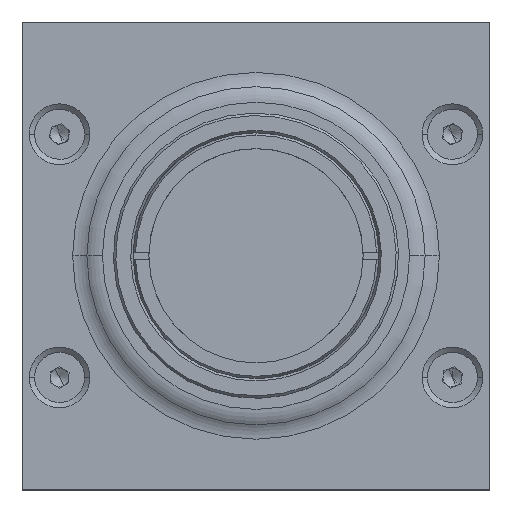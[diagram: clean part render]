
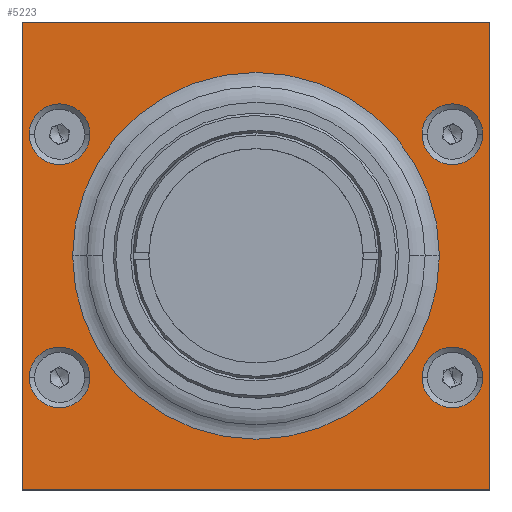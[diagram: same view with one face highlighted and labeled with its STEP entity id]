
A CAD part, top view. The second image highlights one B-rep face of the part: STEP entity #5223.
In plain terms, the highlighted planar face has unit normal (0, 0, 1).
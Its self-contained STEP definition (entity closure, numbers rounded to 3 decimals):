
#16 = DIRECTION ( 'NONE',  ( 0., 0., 1. ) ) ;
#30 = CARTESIAN_POINT ( 'NONE',  ( -14.807, 13.218, 3. ) ) ;
#43 = ORIENTED_EDGE ( 'NONE', *, *, #5987, .F. ) ;
#178 = DIRECTION ( 'NONE',  ( 0., -1., 0. ) ) ;
#212 = EDGE_CURVE ( 'NONE', #3884, #6526, #5522, .T. ) ;
#272 = DIRECTION ( 'NONE',  ( 0., 0., 1. ) ) ;
#330 = ORIENTED_EDGE ( 'NONE', *, *, #212, .F. ) ;
#462 = CARTESIAN_POINT ( 'NONE',  ( 30.443, -12.782, 3. ) ) ;
#464 = EDGE_CURVE ( 'NONE', #6373, #6690, #2936, .T. ) ;
#502 = EDGE_CURVE ( 'NONE', #3997, #3654, #4333, .T. ) ;
#523 = DIRECTION ( 'NONE',  ( 0., 0., 1. ) ) ;
#545 = DIRECTION ( 'NONE',  ( -1., 0., 0. ) ) ;
#703 = VERTEX_POINT ( 'NONE', #7148 ) ;
#809 = DIRECTION ( 'NONE',  ( 1., 0., 0. ) ) ;
#913 = LINE ( 'NONE', #1592, #1812 ) ;
#1110 = AXIS2_PLACEMENT_3D ( 'NONE', #2555, #5882, #4705 ) ;
#1256 = ORIENTED_EDGE ( 'NONE', *, *, #4877, .F. ) ;
#1292 = CARTESIAN_POINT ( 'NONE',  ( 29.051, 0.218, 3. ) ) ;
#1334 = AXIS2_PLACEMENT_3D ( 'NONE', #2388, #5792, #6908 ) ;
#1338 = CARTESIAN_POINT ( 'NONE',  ( -8.307, -12.782, 3. ) ) ;
#1385 = DIRECTION ( 'NONE',  ( 0., 1., 0. ) ) ;
#1398 = DIRECTION ( 'NONE',  ( 1., 0., 0. ) ) ;
#1432 = LINE ( 'NONE', #4773, #1790 ) ;
#1458 = EDGE_CURVE ( 'NONE', #1865, #6792, #6621, .T. ) ;
#1524 = ORIENTED_EDGE ( 'NONE', *, *, #6662, .F. ) ;
#1592 = CARTESIAN_POINT ( 'NONE',  ( -15.557, -24.782, 3. ) ) ;
#1599 = DIRECTION ( 'NONE',  ( -1., 0., 0. ) ) ;
#1621 = CARTESIAN_POINT ( 'NONE',  ( 33.693, 13.218, 3. ) ) ;
#1626 = CARTESIAN_POINT ( 'NONE',  ( 9.443, 0.218, 3. ) ) ;
#1654 = EDGE_CURVE ( 'NONE', #6526, #3884, #5616, .T. ) ;
#1735 = CIRCLE ( 'NONE', #1334, 3.25 ) ;
#1774 = ORIENTED_EDGE ( 'NONE', *, *, #1458, .F. ) ;
#1790 = VECTOR ( 'NONE', #178, 1000. ) ;
#1812 = VECTOR ( 'NONE', #545, 1000. ) ;
#1857 = CARTESIAN_POINT ( 'NONE',  ( 9.443, 0.218, 3. ) ) ;
#1865 = VERTEX_POINT ( 'NONE', #1292 ) ;
#1893 = CARTESIAN_POINT ( 'NONE',  ( -14.807, -12.782, 3. ) ) ;
#1915 = AXIS2_PLACEMENT_3D ( 'NONE', #462, #2721, #3335 ) ;
#2058 = FACE_BOUND ( 'NONE', #5829, .T. ) ;
#2142 = ORIENTED_EDGE ( 'NONE', *, *, #464, .F. ) ;
#2253 = VERTEX_POINT ( 'NONE', #2476 ) ;
#2296 = CARTESIAN_POINT ( 'NONE',  ( -15.557, 25.218, 3. ) ) ;
#2300 = CARTESIAN_POINT ( 'NONE',  ( 34.443, 25.218, 3. ) ) ;
#2374 = AXIS2_PLACEMENT_3D ( 'NONE', #5482, #5560, #6678 ) ;
#2388 = CARTESIAN_POINT ( 'NONE',  ( 30.443, 13.218, 3. ) ) ;
#2451 = VECTOR ( 'NONE', #1385, 1000. ) ;
#2476 = CARTESIAN_POINT ( 'NONE',  ( -8.307, 13.218, 3. ) ) ;
#2501 = DIRECTION ( 'NONE',  ( 0., 0., 1. ) ) ;
#2538 = DIRECTION ( 'NONE',  ( 1., 0., 0. ) ) ;
#2550 = AXIS2_PLACEMENT_3D ( 'NONE', #6543, #6517, #809 ) ;
#2555 = CARTESIAN_POINT ( 'NONE',  ( -11.557, 13.218, 3. ) ) ;
#2636 = AXIS2_PLACEMENT_3D ( 'NONE', #5936, #5912, #5982 ) ;
#2681 = EDGE_LOOP ( 'NONE', ( #3004, #1774 ) ) ;
#2688 = ORIENTED_EDGE ( 'NONE', *, *, #6362, .F. ) ;
#2702 = ORIENTED_EDGE ( 'NONE', *, *, #4229, .F. ) ;
#2721 = DIRECTION ( 'NONE',  ( 0., 0., 1. ) ) ;
#2936 = CIRCLE ( 'NONE', #1915, 3.25 ) ;
#2991 = EDGE_CURVE ( 'NONE', #3850, #3997, #4753, .T. ) ;
#3004 = ORIENTED_EDGE ( 'NONE', *, *, #4294, .F. ) ;
#3335 = DIRECTION ( 'NONE',  ( 1., 0., 0. ) ) ;
#3390 = VERTEX_POINT ( 'NONE', #3655 ) ;
#3654 = VERTEX_POINT ( 'NONE', #2300 ) ;
#3655 = CARTESIAN_POINT ( 'NONE',  ( 27.193, 13.218, 3. ) ) ;
#3656 = ORIENTED_EDGE ( 'NONE', *, *, #502, .F. ) ;
#3661 = ORIENTED_EDGE ( 'NONE', *, *, #5398, .F. ) ;
#3707 = ORIENTED_EDGE ( 'NONE', *, *, #1654, .F. ) ;
#3714 = EDGE_LOOP ( 'NONE', ( #3707, #330 ) ) ;
#3850 = VERTEX_POINT ( 'NONE', #4253 ) ;
#3865 = CARTESIAN_POINT ( 'NONE',  ( -10.164, 0.218, 3. ) ) ;
#3884 = VERTEX_POINT ( 'NONE', #1893 ) ;
#3913 = FACE_BOUND ( 'NONE', #2681, .T. ) ;
#3958 = DIRECTION ( 'NONE',  ( 1., 0., 0. ) ) ;
#3997 = VERTEX_POINT ( 'NONE', #5428 ) ;
#4046 = DIRECTION ( 'NONE',  ( 1., 0., 0. ) ) ;
#4139 = DIRECTION ( 'NONE',  ( 1., 0., 0. ) ) ;
#4229 = EDGE_CURVE ( 'NONE', #2253, #7453, #4738, .T. ) ;
#4253 = CARTESIAN_POINT ( 'NONE',  ( -15.557, -24.782, 3. ) ) ;
#4294 = EDGE_CURVE ( 'NONE', #6792, #1865, #7019, .T. ) ;
#4333 = LINE ( 'NONE', #2296, #5680 ) ;
#4545 = FACE_BOUND ( 'NONE', #5461, .T. ) ;
#4626 = CIRCLE ( 'NONE', #2550, 3.25 ) ;
#4628 = CARTESIAN_POINT ( 'NONE',  ( 30.443, -12.782, 3. ) ) ;
#4705 = DIRECTION ( 'NONE',  ( 1., 0., 0. ) ) ;
#4716 = FACE_BOUND ( 'NONE', #5891, .T. ) ;
#4738 = CIRCLE ( 'NONE', #1110, 3.25 ) ;
#4753 = LINE ( 'NONE', #6023, #2451 ) ;
#4773 = CARTESIAN_POINT ( 'NONE',  ( 34.443, 25.218, 3. ) ) ;
#4877 = EDGE_CURVE ( 'NONE', #3654, #703, #1432, .T. ) ;
#4980 = ORIENTED_EDGE ( 'NONE', *, *, #2991, .F. ) ;
#5141 = AXIS2_PLACEMENT_3D ( 'NONE', #6533, #2501, #1398 ) ;
#5223 = ADVANCED_FACE ( 'NONE', ( #3913, #4716, #4545, #2058, #6799, #5252 ), #6475, .T. ) ;
#5252 = FACE_OUTER_BOUND ( 'NONE', #7409, .T. ) ;
#5398 = EDGE_CURVE ( 'NONE', #7453, #2253, #4626, .T. ) ;
#5428 = CARTESIAN_POINT ( 'NONE',  ( -15.557, 25.218, 3. ) ) ;
#5461 = EDGE_LOOP ( 'NONE', ( #1524, #2688 ) ) ;
#5482 = CARTESIAN_POINT ( 'NONE',  ( -11.557, -12.782, 3. ) ) ;
#5500 = CIRCLE ( 'NONE', #6820, 3.25 ) ;
#5522 = CIRCLE ( 'NONE', #5141, 3.25 ) ;
#5560 = DIRECTION ( 'NONE',  ( 0., 0., 1. ) ) ;
#5616 = CIRCLE ( 'NONE', #2374, 3.25 ) ;
#5635 = VERTEX_POINT ( 'NONE', #1621 ) ;
#5680 = VECTOR ( 'NONE', #3958, 1000. ) ;
#5792 = DIRECTION ( 'NONE',  ( 0., 0., 1. ) ) ;
#5829 = EDGE_LOOP ( 'NONE', ( #43, #2142 ) ) ;
#5882 = DIRECTION ( 'NONE',  ( 0., 0., 1. ) ) ;
#5891 = EDGE_LOOP ( 'NONE', ( #2702, #3661 ) ) ;
#5903 = AXIS2_PLACEMENT_3D ( 'NONE', #1857, #6448, #4139 ) ;
#5912 = DIRECTION ( 'NONE',  ( 0., 0., 1. ) ) ;
#5936 = CARTESIAN_POINT ( 'NONE',  ( 9.443, 0.218, 3. ) ) ;
#5982 = DIRECTION ( 'NONE',  ( -1., 0., 0. ) ) ;
#5987 = EDGE_CURVE ( 'NONE', #6690, #6373, #5500, .T. ) ;
#6023 = CARTESIAN_POINT ( 'NONE',  ( -15.557, 25.218, 3. ) ) ;
#6128 = CIRCLE ( 'NONE', #6608, 3.25 ) ;
#6362 = EDGE_CURVE ( 'NONE', #3390, #5635, #1735, .T. ) ;
#6373 = VERTEX_POINT ( 'NONE', #6768 ) ;
#6448 = DIRECTION ( 'NONE',  ( 0., 0., 1. ) ) ;
#6475 = PLANE ( 'NONE',  #5903 ) ;
#6517 = DIRECTION ( 'NONE',  ( 0., 0., 1. ) ) ;
#6526 = VERTEX_POINT ( 'NONE', #1338 ) ;
#6533 = CARTESIAN_POINT ( 'NONE',  ( -11.557, -12.782, 3. ) ) ;
#6543 = CARTESIAN_POINT ( 'NONE',  ( -11.557, 13.218, 3. ) ) ;
#6608 = AXIS2_PLACEMENT_3D ( 'NONE', #6646, #272, #2538 ) ;
#6621 = CIRCLE ( 'NONE', #6677, 19.607 ) ;
#6646 = CARTESIAN_POINT ( 'NONE',  ( 30.443, 13.218, 3. ) ) ;
#6662 = EDGE_CURVE ( 'NONE', #5635, #3390, #6128, .T. ) ;
#6677 = AXIS2_PLACEMENT_3D ( 'NONE', #1626, #523, #1599 ) ;
#6678 = DIRECTION ( 'NONE',  ( 1., 0., 0. ) ) ;
#6690 = VERTEX_POINT ( 'NONE', #7144 ) ;
#6768 = CARTESIAN_POINT ( 'NONE',  ( 27.193, -12.782, 3. ) ) ;
#6792 = VERTEX_POINT ( 'NONE', #3865 ) ;
#6794 = EDGE_CURVE ( 'NONE', #703, #3850, #913, .T. ) ;
#6799 = FACE_BOUND ( 'NONE', #3714, .T. ) ;
#6820 = AXIS2_PLACEMENT_3D ( 'NONE', #4628, #16, #4046 ) ;
#6908 = DIRECTION ( 'NONE',  ( 1., 0., 0. ) ) ;
#7019 = CIRCLE ( 'NONE', #2636, 19.607 ) ;
#7068 = ORIENTED_EDGE ( 'NONE', *, *, #6794, .F. ) ;
#7144 = CARTESIAN_POINT ( 'NONE',  ( 33.693, -12.782, 3. ) ) ;
#7148 = CARTESIAN_POINT ( 'NONE',  ( 34.443, -24.782, 3. ) ) ;
#7409 = EDGE_LOOP ( 'NONE', ( #7068, #1256, #3656, #4980 ) ) ;
#7453 = VERTEX_POINT ( 'NONE', #30 ) ;
